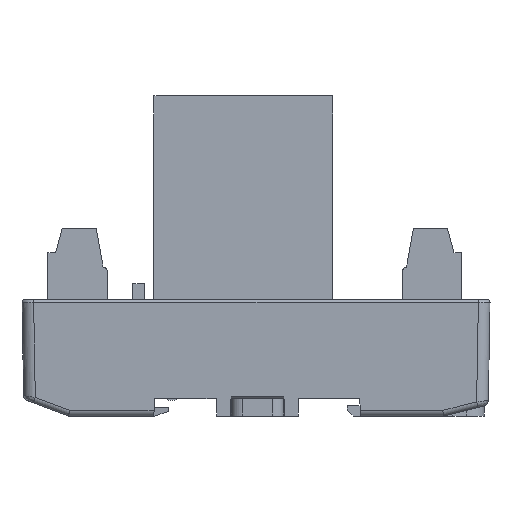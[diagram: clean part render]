
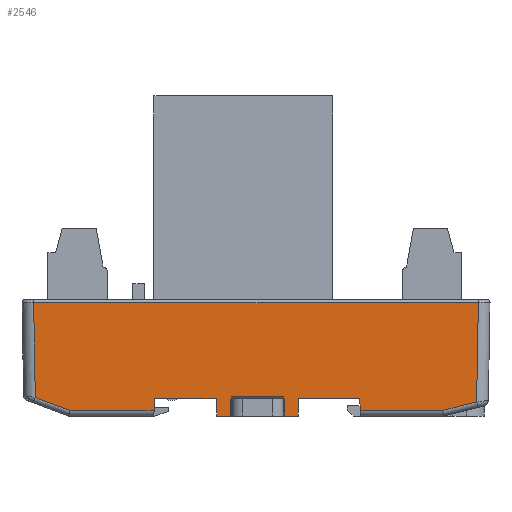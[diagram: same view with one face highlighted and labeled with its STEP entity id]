
A CAD part, front view. The second image highlights one B-rep face of the part: STEP entity #2546.
In plain terms, the highlighted planar face has unit normal (0, -1, -0.018).
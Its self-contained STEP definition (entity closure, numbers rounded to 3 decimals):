
#1587=FACE_OUTER_BOUND('',#5070,.T.);
#2546=ADVANCED_FACE('',(#1587),#3623,.T.);
#3623=PLANE('',#20637);
#5070=EDGE_LOOP('',(#6855,#6856,#6857,#6858,#6859,#6860,#6861,#6862,#6863,
#6864,#6865,#6866,#6867,#6868,#6869,#6870,#6871,#6872,#6873,#6874));
#6855=ORIENTED_EDGE('',*,*,#14102,.T.);
#6856=ORIENTED_EDGE('',*,*,#14103,.T.);
#6857=ORIENTED_EDGE('',*,*,#14099,.T.);
#6858=ORIENTED_EDGE('',*,*,#14104,.T.);
#6859=ORIENTED_EDGE('',*,*,#14105,.T.);
#6860=ORIENTED_EDGE('',*,*,#14106,.F.);
#6861=ORIENTED_EDGE('',*,*,#14107,.F.);
#6862=ORIENTED_EDGE('',*,*,#14108,.F.);
#6863=ORIENTED_EDGE('',*,*,#14109,.F.);
#6864=ORIENTED_EDGE('',*,*,#14110,.T.);
#6865=ORIENTED_EDGE('',*,*,#14111,.T.);
#6866=ORIENTED_EDGE('',*,*,#14112,.F.);
#6867=ORIENTED_EDGE('',*,*,#14113,.T.);
#6868=ORIENTED_EDGE('',*,*,#14114,.T.);
#6869=ORIENTED_EDGE('',*,*,#14115,.F.);
#6870=ORIENTED_EDGE('',*,*,#14116,.T.);
#6871=ORIENTED_EDGE('',*,*,#14117,.F.);
#6872=ORIENTED_EDGE('',*,*,#14118,.F.);
#6873=ORIENTED_EDGE('',*,*,#14119,.T.);
#6874=ORIENTED_EDGE('',*,*,#14120,.T.);
#12253=VERTEX_POINT('',#27396);
#12254=VERTEX_POINT('',#27397);
#12255=VERTEX_POINT('',#27412);
#12256=VERTEX_POINT('',#27413);
#12257=VERTEX_POINT('',#27416);
#12258=VERTEX_POINT('',#27418);
#12259=VERTEX_POINT('',#27420);
#12260=VERTEX_POINT('',#27422);
#12261=VERTEX_POINT('',#27424);
#12262=VERTEX_POINT('',#27426);
#12263=VERTEX_POINT('',#27428);
#12264=VERTEX_POINT('',#27430);
#12265=VERTEX_POINT('',#27432);
#12266=VERTEX_POINT('',#27434);
#12267=VERTEX_POINT('',#27436);
#12268=VERTEX_POINT('',#27438);
#12269=VERTEX_POINT('',#27440);
#12270=VERTEX_POINT('',#27442);
#12271=VERTEX_POINT('',#27444);
#12272=VERTEX_POINT('',#27446);
#14099=EDGE_CURVE('',#12253,#12254,#16779,.T.);
#14102=EDGE_CURVE('',#12255,#12256,#16780,.T.);
#14103=EDGE_CURVE('',#12256,#12253,#16781,.T.);
#14104=EDGE_CURVE('',#12254,#12257,#16782,.T.);
#14105=EDGE_CURVE('',#12257,#12258,#16783,.T.);
#14106=EDGE_CURVE('',#12259,#12258,#16784,.T.);
#14107=EDGE_CURVE('',#12260,#12259,#16785,.T.);
#14108=EDGE_CURVE('',#12261,#12260,#16786,.T.);
#14109=EDGE_CURVE('',#12262,#12261,#16787,.T.);
#14110=EDGE_CURVE('',#12262,#12263,#16788,.T.);
#14111=EDGE_CURVE('',#12263,#12264,#16789,.T.);
#14112=EDGE_CURVE('',#12265,#12264,#16790,.T.);
#14113=EDGE_CURVE('',#12265,#12266,#16791,.T.);
#14114=EDGE_CURVE('',#12266,#12267,#16792,.T.);
#14115=EDGE_CURVE('',#12268,#12267,#16793,.T.);
#14116=EDGE_CURVE('',#12268,#12269,#16794,.T.);
#14117=EDGE_CURVE('',#12270,#12269,#16795,.T.);
#14118=EDGE_CURVE('',#12271,#12270,#16796,.T.);
#14119=EDGE_CURVE('',#12271,#12272,#16797,.T.);
#14120=EDGE_CURVE('',#12272,#12255,#16798,.T.);
#16779=LINE('',#27395,#18788);
#16780=LINE('',#27411,#18789);
#16781=LINE('',#27414,#18790);
#16782=LINE('',#27415,#18791);
#16783=LINE('',#27417,#18792);
#16784=LINE('',#27419,#18793);
#16785=LINE('',#27421,#18794);
#16786=LINE('',#27423,#18795);
#16787=LINE('',#27425,#18796);
#16788=LINE('',#27427,#18797);
#16789=LINE('',#27429,#18798);
#16790=LINE('',#27431,#18799);
#16791=LINE('',#27433,#18800);
#16792=LINE('',#27435,#18801);
#16793=LINE('',#27437,#18802);
#16794=LINE('',#27439,#18803);
#16795=LINE('',#27441,#18804);
#16796=LINE('',#27443,#18805);
#16797=LINE('',#27445,#18806);
#16798=LINE('',#27447,#18807);
#18788=VECTOR('',#22256,1.);
#18789=VECTOR('',#22259,1.);
#18790=VECTOR('',#22260,1.);
#18791=VECTOR('',#22261,1.);
#18792=VECTOR('',#22262,1.);
#18793=VECTOR('',#22263,1.);
#18794=VECTOR('',#22264,1.);
#18795=VECTOR('',#22265,1.);
#18796=VECTOR('',#22266,1.);
#18797=VECTOR('',#22267,1.);
#18798=VECTOR('',#22268,1.);
#18799=VECTOR('',#22269,1.);
#18800=VECTOR('',#22270,1.);
#18801=VECTOR('',#22271,1.);
#18802=VECTOR('',#22272,1.);
#18803=VECTOR('',#22273,1.);
#18804=VECTOR('',#22274,1.);
#18805=VECTOR('',#22275,1.);
#18806=VECTOR('',#22276,1.);
#18807=VECTOR('',#22277,1.);
#20637=AXIS2_PLACEMENT_3D('',#27448,#22278,#22279);
#22256=DIRECTION('',(0.017,0.017,-1.));
#22259=DIRECTION('',(0.017,-0.017,1.));
#22260=DIRECTION('',(-1.,0.,0.));
#22261=DIRECTION('',(0.936,0.006,-0.351));
#22262=DIRECTION('',(1.,0.,0.));
#22263=DIRECTION('',(-0.017,0.017,-1.));
#22264=DIRECTION('',(-1.,0.,0.));
#22265=DIRECTION('',(-0.035,-0.017,0.999));
#22266=DIRECTION('',(-1.,0.,0.));
#22267=DIRECTION('',(0.035,-0.017,0.999));
#22268=DIRECTION('',(0.,-0.017,1.));
#22269=DIRECTION('',(-1.,0.,0.));
#22270=DIRECTION('',(0.,0.017,-1.));
#22271=DIRECTION('',(0.035,0.017,-0.999));
#22272=DIRECTION('',(-1.,0.,0.));
#22273=DIRECTION('',(0.035,-0.017,0.999));
#22274=DIRECTION('',(-1.,0.,0.));
#22275=DIRECTION('',(-0.017,-0.017,1.));
#22276=DIRECTION('',(1.,0.,0.));
#22277=DIRECTION('',(0.97,-0.004,0.243));
#22278=DIRECTION('',(0.,-1.,-0.017));
#22279=DIRECTION('',(0.,-0.017,1.));
#27395=CARTESIAN_POINT('',(177.262,-124.613,9.792));
#27396=CARTESIAN_POINT('',(177.259,-124.616,9.947));
#27397=CARTESIAN_POINT('',(177.544,-124.331,-6.354));
#27411=CARTESIAN_POINT('',(253.67,-124.625,10.491));
#27412=CARTESIAN_POINT('',(253.363,-124.318,-7.107));
#27413=CARTESIAN_POINT('',(253.66,-124.616,9.947));
#27414=CARTESIAN_POINT('',(177.25,-124.616,9.947));
#27415=CARTESIAN_POINT('',(205.255,-124.15,-16.745));
#27416=CARTESIAN_POINT('',(183.432,-124.292,-8.562));
#27417=CARTESIAN_POINT('',(215.46,-124.292,-8.562));
#27418=CARTESIAN_POINT('',(197.942,-124.292,-8.562));
#27419=CARTESIAN_POINT('',(198.279,-124.63,10.758));
#27420=CARTESIAN_POINT('',(197.977,-124.328,-6.544));
#27421=CARTESIAN_POINT('',(215.46,-124.328,-6.544));
#27422=CARTESIAN_POINT('',(208.613,-124.328,-6.544));
#27423=CARTESIAN_POINT('',(208.029,-124.62,10.199));
#27424=CARTESIAN_POINT('',(208.718,-124.275,-9.544));
#27425=CARTESIAN_POINT('',(215.718,-124.275,-9.544));
#27426=CARTESIAN_POINT('',(211.063,-124.275,-9.544));
#27427=CARTESIAN_POINT('',(211.766,-124.627,10.587));
#27428=CARTESIAN_POINT('',(211.168,-124.328,-6.544));
#27429=CARTESIAN_POINT('',(211.168,-124.624,10.458));
#27430=CARTESIAN_POINT('',(211.168,-124.333,-6.26));
#27431=CARTESIAN_POINT('',(6.273,-124.333,-6.26));
#27432=CARTESIAN_POINT('',(220.268,-124.333,-6.26));
#27433=CARTESIAN_POINT('',(220.268,-124.624,10.458));
#27434=CARTESIAN_POINT('',(220.268,-124.328,-6.544));
#27435=CARTESIAN_POINT('',(219.669,-124.627,10.605));
#27436=CARTESIAN_POINT('',(220.373,-124.275,-9.544));
#27437=CARTESIAN_POINT('',(215.718,-124.275,-9.544));
#27438=CARTESIAN_POINT('',(222.718,-124.275,-9.544));
#27439=CARTESIAN_POINT('',(222.712,-124.272,-9.719));
#27440=CARTESIAN_POINT('',(222.823,-124.328,-6.544));
#27441=CARTESIAN_POINT('',(215.46,-124.328,-6.544));
#27442=CARTESIAN_POINT('',(233.309,-124.328,-6.544));
#27443=CARTESIAN_POINT('',(233.32,-124.317,-7.173));
#27444=CARTESIAN_POINT('',(233.344,-124.292,-8.562));
#27445=CARTESIAN_POINT('',(215.46,-124.292,-8.562));
#27446=CARTESIAN_POINT('',(247.546,-124.292,-8.562));
#27447=CARTESIAN_POINT('',(221.824,-124.18,-14.992));
#27448=CARTESIAN_POINT('',(215.46,-124.624,10.458));
